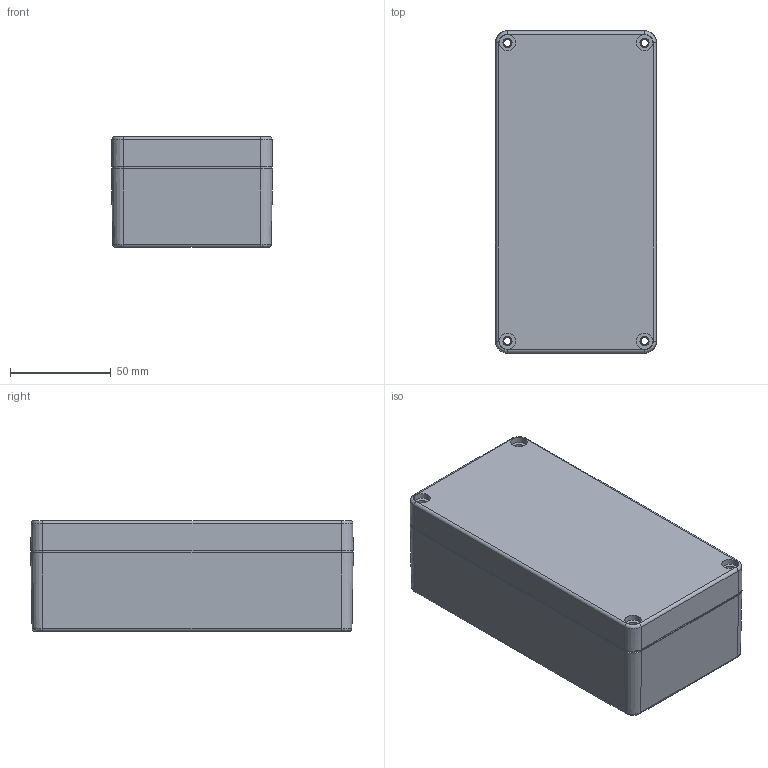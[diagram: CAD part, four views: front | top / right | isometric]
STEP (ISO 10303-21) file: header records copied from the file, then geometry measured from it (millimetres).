
FILE_DESCRIPTION (( 'STEP AP214' ), '1' );
FILE_NAME ('P258-IP67;A368-IP67.STEP', '2020-02-15T03:25:55', ( '' ), ( '' ), 'SwSTEP 2.0', 'SolidWorks 2014', '' );
FILE_SCHEMA (( 'AUTOMOTIVE_DESIGN' ));
Length unit declared in the file: millimetre
Products named in the file (4): G258-GASKET; G258-COVER; G258 ,G368--BASE; P258-IP67;A368-IP67
Assembly tree (3 placements, depth 2):
  P258-IP67;A368-IP67
    G258 ,G368--BASE
    G258-COVER
    G258-GASKET
Bounding box: 80 x 160 x 55 mm (x, y, z)
Volume: 159819.3 mm3; surface area: 116445.9 mm2
Topology: 3 solids, 3 shells, 608 faces, 1536 edges, 978 vertices
Faces by surface type: cone 188, plane 188, cylinder 176, torus 48, bspline 8
Entity records: 24220 total; most frequent: CARTESIAN_POINT 9966, ORIENTED_EDGE 3036, DIRECTION 2772, EDGE_CURVE 1518, AXIS2_PLACEMENT_3D 1082, VERTEX_POINT 978, EDGE_LOOP 696, FACE_OUTER_BOUND 608
